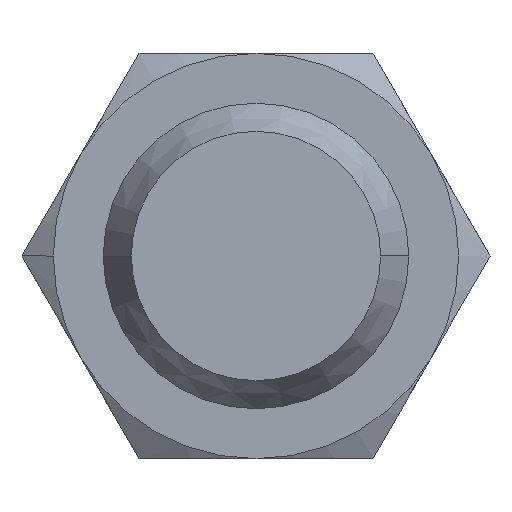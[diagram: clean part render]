
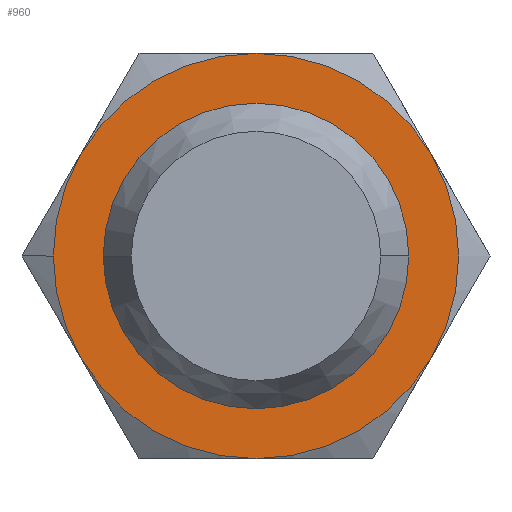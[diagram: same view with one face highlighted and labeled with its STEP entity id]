
A CAD part, front view. The second image highlights one B-rep face of the part: STEP entity #960.
In plain terms, the highlighted planar face has unit normal (0, -1, 0).
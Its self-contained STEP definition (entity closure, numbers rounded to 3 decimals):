
#41 = DIRECTION ( 'NONE',  ( -1., 0., 0. ) ) ;
#43 = PLANE ( 'NONE',  #779 ) ;
#44 = FACE_BOUND ( 'NONE', #582, .T. ) ;
#45 = FACE_OUTER_BOUND ( 'NONE', #552, .T. ) ;
#46 = CARTESIAN_POINT ( 'NONE',  ( 4.9, 6., 0. ) ) ;
#50 = DIRECTION ( 'NONE',  ( 0., 1., 0. ) ) ;
#53 = ORIENTED_EDGE ( 'NONE', *, *, #888, .F. ) ;
#59 = ORIENTED_EDGE ( 'NONE', *, *, #925, .F. ) ;
#66 = ORIENTED_EDGE ( 'NONE', *, *, #922, .F. ) ;
#86 = ORIENTED_EDGE ( 'NONE', *, *, #921, .F. ) ;
#88 = ORIENTED_EDGE ( 'NONE', *, *, #916, .F. ) ;
#104 = ORIENTED_EDGE ( 'NONE', *, *, #930, .F. ) ;
#217 = DIRECTION ( 'NONE',  ( -1., 0., 0. ) ) ;
#219 = DIRECTION ( 'NONE',  ( 0., 1., 0. ) ) ;
#221 = CARTESIAN_POINT ( 'NONE',  ( 0., 6., 0. ) ) ;
#229 = DIRECTION ( 'NONE',  ( -1., 0., 0. ) ) ;
#230 = DIRECTION ( 'NONE',  ( 0., 1., 0. ) ) ;
#231 = CARTESIAN_POINT ( 'NONE',  ( 0., 6., 0. ) ) ;
#262 = DIRECTION ( 'NONE',  ( -1., 0., 0. ) ) ;
#263 = DIRECTION ( 'NONE',  ( 0., 1., 0. ) ) ;
#264 = CARTESIAN_POINT ( 'NONE',  ( 0., 6., 0. ) ) ;
#281 = DIRECTION ( 'NONE',  ( -1., 0., 0. ) ) ;
#282 = DIRECTION ( 'NONE',  ( 0., 1., 0. ) ) ;
#284 = CARTESIAN_POINT ( 'NONE',  ( 0., 6., 0. ) ) ;
#288 = DIRECTION ( 'NONE',  ( -1., 0., 0. ) ) ;
#289 = DIRECTION ( 'NONE',  ( 0., 1., 0. ) ) ;
#290 = CARTESIAN_POINT ( 'NONE',  ( 0., 6., 0. ) ) ;
#312 = DIRECTION ( 'NONE',  ( -1., 0., 0. ) ) ;
#313 = DIRECTION ( 'NONE',  ( 0., 1., 0. ) ) ;
#314 = CARTESIAN_POINT ( 'NONE',  ( 0., 6., 0. ) ) ;
#353 = DIRECTION ( 'NONE',  ( -1., 0., 0. ) ) ;
#354 = DIRECTION ( 'NONE',  ( 0., 1., 0. ) ) ;
#355 = CARTESIAN_POINT ( 'NONE',  ( 0., 6., 0. ) ) ;
#408 = VERTEX_POINT ( 'NONE', #549 ) ;
#429 = DIRECTION ( 'NONE',  ( -1., 0., 0. ) ) ;
#430 = DIRECTION ( 'NONE',  ( 0., 1., 0. ) ) ;
#431 = CARTESIAN_POINT ( 'NONE',  ( 0., 6., 0. ) ) ;
#449 = VERTEX_POINT ( 'NONE', #533 ) ;
#452 = DIRECTION ( 'NONE',  ( -1., 0., 0. ) ) ;
#453 = DIRECTION ( 'NONE',  ( 0., 1., 0. ) ) ;
#454 = CARTESIAN_POINT ( 'NONE',  ( 0., 6., 0. ) ) ;
#508 = CARTESIAN_POINT ( 'NONE',  ( -4.9, 6., 0. ) ) ;
#510 = CARTESIAN_POINT ( 'NONE',  ( -6.5, 6., 0. ) ) ;
#514 = CARTESIAN_POINT ( 'NONE',  ( 0., 6., 6.5 ) ) ;
#519 = CARTESIAN_POINT ( 'NONE',  ( 4.9, 6., 0. ) ) ;
#523 = CARTESIAN_POINT ( 'NONE',  ( -5.629, 6., -3.25 ) ) ;
#527 = CARTESIAN_POINT ( 'NONE',  ( 0., 6., -6.5 ) ) ;
#533 = CARTESIAN_POINT ( 'NONE',  ( 5.629, 6., 3.25 ) ) ;
#535 = CARTESIAN_POINT ( 'NONE',  ( -5.629, 6., 3.25 ) ) ;
#549 = CARTESIAN_POINT ( 'NONE',  ( 5.629, 6., -3.25 ) ) ;
#552 = EDGE_LOOP ( 'NONE', ( #53, #104, #88, #86, #66, #59, #660 ) ) ;
#582 = EDGE_LOOP ( 'NONE', ( #649, #628 ) ) ;
#591 = VERTEX_POINT ( 'NONE', #535 ) ;
#592 = VERTEX_POINT ( 'NONE', #527 ) ;
#597 = VERTEX_POINT ( 'NONE', #523 ) ;
#606 = VERTEX_POINT ( 'NONE', #514 ) ;
#614 = VERTEX_POINT ( 'NONE', #510 ) ;
#617 = VERTEX_POINT ( 'NONE', #508 ) ;
#618 = VERTEX_POINT ( 'NONE', #519 ) ;
#628 = ORIENTED_EDGE ( 'NONE', *, *, #882, .T. ) ;
#649 = ORIENTED_EDGE ( 'NONE', *, *, #908, .T. ) ;
#660 = ORIENTED_EDGE ( 'NONE', *, *, #932, .F. ) ;
#779 = AXIS2_PLACEMENT_3D ( 'NONE', #46, #50, #41 ) ;
#787 = CIRCLE ( 'NONE', #795, 6.5 ) ;
#788 = CIRCLE ( 'NONE', #858, 6.5 ) ;
#791 = CIRCLE ( 'NONE', #799, 6.5 ) ;
#792 = CIRCLE ( 'NONE', #845, 4.9 ) ;
#795 = AXIS2_PLACEMENT_3D ( 'NONE', #221, #219, #217 ) ;
#796 = AXIS2_PLACEMENT_3D ( 'NONE', #314, #313, #312 ) ;
#799 = AXIS2_PLACEMENT_3D ( 'NONE', #431, #430, #429 ) ;
#809 = CIRCLE ( 'NONE', #840, 6.5 ) ;
#810 = CIRCLE ( 'NONE', #834, 4.9 ) ;
#817 = CIRCLE ( 'NONE', #825, 6.5 ) ;
#825 = AXIS2_PLACEMENT_3D ( 'NONE', #290, #289, #288 ) ;
#834 = AXIS2_PLACEMENT_3D ( 'NONE', #355, #354, #353 ) ;
#840 = AXIS2_PLACEMENT_3D ( 'NONE', #264, #263, #262 ) ;
#845 = AXIS2_PLACEMENT_3D ( 'NONE', #454, #453, #452 ) ;
#848 = CIRCLE ( 'NONE', #862, 6.5 ) ;
#858 = AXIS2_PLACEMENT_3D ( 'NONE', #284, #282, #281 ) ;
#860 = CIRCLE ( 'NONE', #796, 6.5 ) ;
#862 = AXIS2_PLACEMENT_3D ( 'NONE', #231, #230, #229 ) ;
#882 = EDGE_CURVE ( 'NONE', #618, #617, #792, .T. ) ;
#888 = EDGE_CURVE ( 'NONE', #591, #606, #791, .T. ) ;
#908 = EDGE_CURVE ( 'NONE', #617, #618, #810, .T. ) ;
#916 = EDGE_CURVE ( 'NONE', #597, #614, #860, .T. ) ;
#921 = EDGE_CURVE ( 'NONE', #592, #597, #817, .T. ) ;
#922 = EDGE_CURVE ( 'NONE', #408, #592, #788, .T. ) ;
#925 = EDGE_CURVE ( 'NONE', #449, #408, #809, .T. ) ;
#930 = EDGE_CURVE ( 'NONE', #614, #591, #848, .T. ) ;
#932 = EDGE_CURVE ( 'NONE', #606, #449, #787, .T. ) ;
#960 = ADVANCED_FACE ( 'NONE', ( #45, #44 ), #43, .F. ) ;
